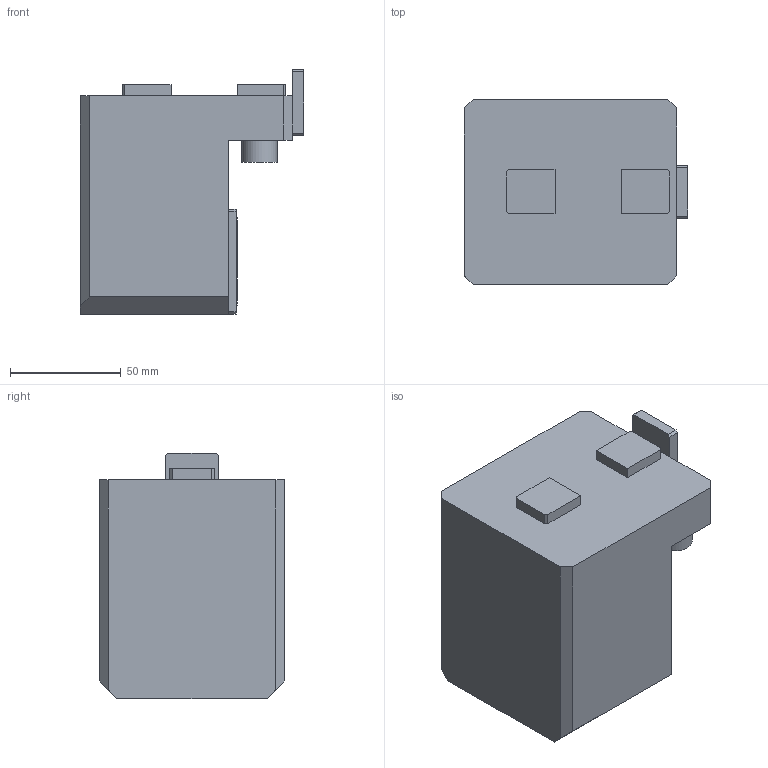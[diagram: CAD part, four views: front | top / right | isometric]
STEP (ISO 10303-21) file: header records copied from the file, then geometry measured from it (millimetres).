
FILE_DESCRIPTION(/* description */ (''),/* implementation_level */ '2;1');
FILE_NAME(/* name */ '1528357666100.stp',/* time_stamp */ '2018-06-07T13:17:56+06:00',/* author */ (''),/* organization */ ('SMS'),/* preprocessor_version */ 'ST-DEVELOPER v15',/* originating_system */ 'SIEMENS PLM Software NX 8.5',/* authorisation */ '');
FILE_SCHEMA (('AUTOMOTIVE_DESIGN { 1 0 10303 214 3 1 1 1 }'));
Length unit declared in the file: millimetre
Products named in the file (1): 201598283mod000_00
Bounding box: 101 x 84 x 111 mm (x, y, z)
Volume: 606346.2 mm3; surface area: 51592 mm2
Topology: 1 solids, 1 shells, 64 faces, 162 edges, 112 vertices
Faces by surface type: plane 53, cone 6, cylinder 5
Full cylindrical faces by diameter (mm): 2.5 x1, 16 x2, 31.6 x1, 40 x1
Entity records: 1965 total; most frequent: CARTESIAN_POINT 384, DIRECTION 308, ORIENTED_EDGE 304, EDGE_CURVE 152, LINE 130, VECTOR 130, VERTEX_POINT 104, AXIS2_PLACEMENT_3D 89
